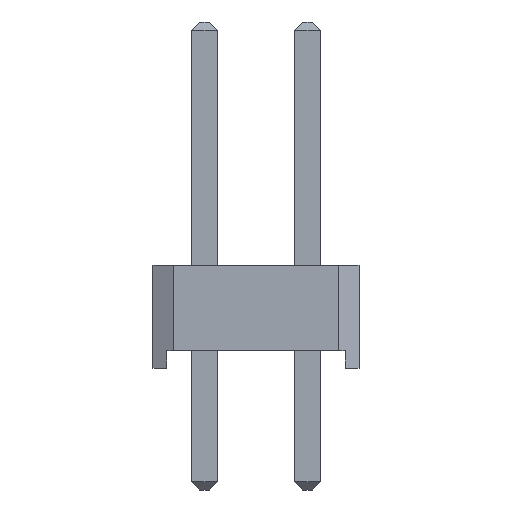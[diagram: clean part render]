
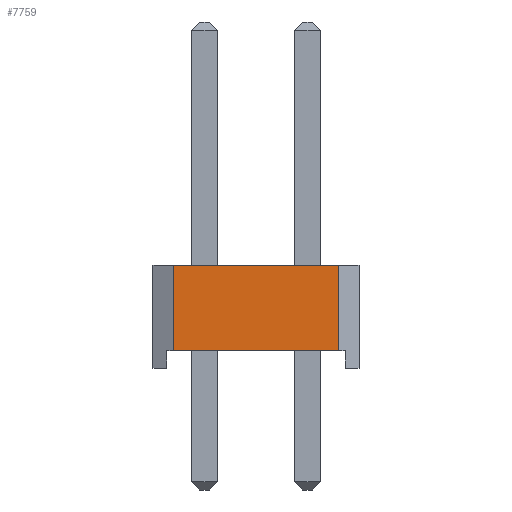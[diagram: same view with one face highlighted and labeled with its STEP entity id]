
A CAD part, front view. The second image highlights one B-rep face of the part: STEP entity #7759.
In plain terms, the highlighted face is planar.
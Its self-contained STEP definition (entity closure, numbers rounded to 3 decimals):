
#308=ORIENTED_EDGE('',*,*,#1790,.T.);
#309=ORIENTED_EDGE('',*,*,#1688,.T.);
#310=ORIENTED_EDGE('',*,*,#1791,.F.);
#311=ORIENTED_EDGE('',*,*,#1740,.F.);
#1688=EDGE_CURVE('',#2464,#2465,#2944,.T.);
#1740=EDGE_CURVE('',#2480,#2481,#2996,.T.);
#1790=EDGE_CURVE('',#2480,#2464,#3046,.T.);
#1791=EDGE_CURVE('',#2481,#2465,#3047,.T.);
#2464=VERTEX_POINT('',#10049);
#2465=VERTEX_POINT('',#10050);
#2480=VERTEX_POINT('',#10130);
#2481=VERTEX_POINT('',#10132);
#2944=LINE('',#10048,#3720);
#2996=LINE('',#10131,#3772);
#3046=LINE('',#10211,#3822);
#3047=LINE('',#10212,#3823);
#3720=VECTOR('',#8534,1000.);
#3772=VECTOR('',#8614,1000.);
#3822=VECTOR('',#8694,1000.);
#3823=VECTOR('',#8695,1000.);
#4441=EDGE_LOOP('',(#308,#309,#310,#311));
#4795=FACE_BOUND('',#4441,.T.);
#5149=PLANE('',#8092);
#7759=ADVANCED_FACE('',(#4795),#5149,.F.);
#8092=AXIS2_PLACEMENT_3D('',#10210,#8692,#8693);
#8534=DIRECTION('',(0.,1.,0.));
#8614=DIRECTION('',(0.,1.,0.));
#8692=DIRECTION('',(-1.,0.,0.));
#8693=DIRECTION('',(0.,0.,1.));
#8694=DIRECTION('',(0.,0.,-1.));
#8695=DIRECTION('',(0.,0.,-1.));
#10048=CARTESIAN_POINT('',(8.89,0.,-3.31));
#10049=CARTESIAN_POINT('',(8.89,-0.832,-3.31));
#10050=CARTESIAN_POINT('',(8.89,1.27,-3.31));
#10130=CARTESIAN_POINT('',(8.89,-0.832,0.77));
#10131=CARTESIAN_POINT('',(8.89,0.,0.77));
#10132=CARTESIAN_POINT('',(8.89,1.27,0.77));
#10210=CARTESIAN_POINT('',(8.89,0.,0.));
#10211=CARTESIAN_POINT('',(8.89,-0.832,0.93));
#10212=CARTESIAN_POINT('',(8.89,1.27,1.27));
